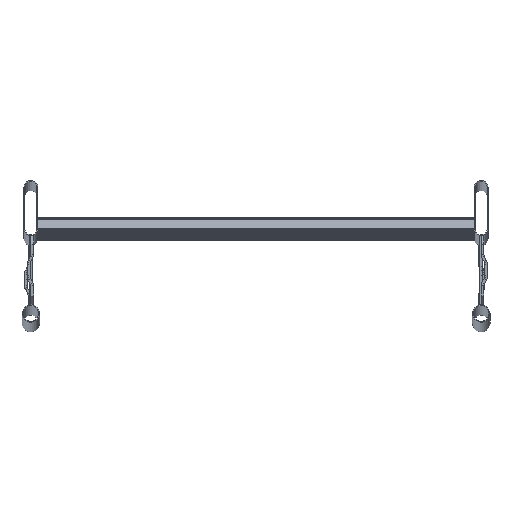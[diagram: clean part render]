
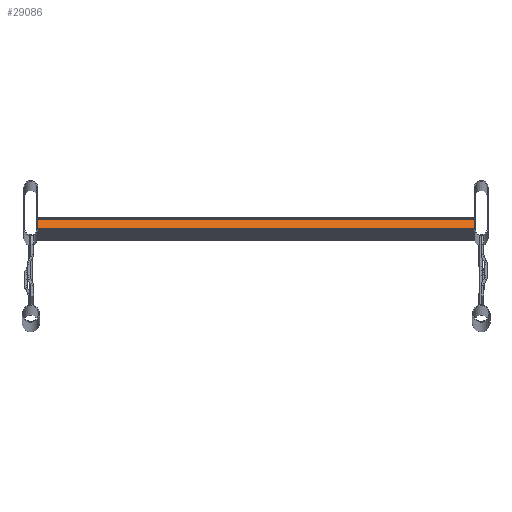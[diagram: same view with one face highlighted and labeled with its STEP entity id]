
A CAD part, top view. The second image highlights one B-rep face of the part: STEP entity #29086.
In plain terms, the highlighted planar face has unit normal (0, 0.314, 0.949).
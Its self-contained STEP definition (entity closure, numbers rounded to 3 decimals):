
#505 = DIRECTION ( 'NONE',  ( 0., 0.949, -0.314 ) ) ;
#1513 = VERTEX_POINT ( 'NONE', #88248 ) ;
#1539 = EDGE_CURVE ( 'NONE', #1513, #101489, #108138, .T. ) ;
#1802 = LINE ( 'NONE', #38413, #89396 ) ;
#4221 = ORIENTED_EDGE ( 'NONE', *, *, #76038, .F. ) ;
#5597 = ORIENTED_EDGE ( 'NONE', *, *, #1539, .T. ) ;
#12677 = CARTESIAN_POINT ( 'NONE',  ( 235., -11.715, 2886.067 ) ) ;
#16502 = PLANE ( 'NONE',  #56654 ) ;
#24409 = EDGE_CURVE ( 'NONE', #37224, #101489, #44883, .T. ) ;
#24670 = CARTESIAN_POINT ( 'NONE',  ( 235., -21.715, 2889.374 ) ) ;
#25083 = DIRECTION ( 'NONE',  ( 0., -0.949, 0.314 ) ) ;
#29086 = ADVANCED_FACE ( 'NONE', ( #46919 ), #16502, .T. ) ;
#34779 = CARTESIAN_POINT ( 'NONE',  ( -235., -11.715, 2886.067 ) ) ;
#37224 = VERTEX_POINT ( 'NONE', #88157 ) ;
#38413 = CARTESIAN_POINT ( 'NONE',  ( 235., -21.715, 2889.374 ) ) ;
#39632 = DIRECTION ( 'NONE',  ( 0., 0.949, -0.314 ) ) ;
#40551 = VECTOR ( 'NONE', #46511, 1000. ) ;
#42051 = CARTESIAN_POINT ( 'NONE',  ( -235., -11.715, 2886.067 ) ) ;
#44883 = LINE ( 'NONE', #34779, #87165 ) ;
#46511 = DIRECTION ( 'NONE',  ( -1., 0., 0. ) ) ;
#46919 = FACE_OUTER_BOUND ( 'NONE', #99329, .T. ) ;
#47500 = CARTESIAN_POINT ( 'NONE',  ( 235., -11.715, 2886.067 ) ) ;
#48373 = EDGE_CURVE ( 'NONE', #50313, #1513, #58176, .T. ) ;
#50313 = VERTEX_POINT ( 'NONE', #24670 ) ;
#56654 = AXIS2_PLACEMENT_3D ( 'NONE', #58831, #75828, #25083 ) ;
#58176 = LINE ( 'NONE', #47500, #78019 ) ;
#58831 = CARTESIAN_POINT ( 'NONE',  ( 235., -11.715, 2886.067 ) ) ;
#61311 = ORIENTED_EDGE ( 'NONE', *, *, #48373, .T. ) ;
#65239 = ORIENTED_EDGE ( 'NONE', *, *, #24409, .F. ) ;
#75828 = DIRECTION ( 'NONE',  ( 0., 0.314, 0.949 ) ) ;
#76038 = EDGE_CURVE ( 'NONE', #50313, #37224, #1802, .T. ) ;
#78019 = VECTOR ( 'NONE', #39632, 1000. ) ;
#87165 = VECTOR ( 'NONE', #505, 1000. ) ;
#88157 = CARTESIAN_POINT ( 'NONE',  ( -235., -21.715, 2889.374 ) ) ;
#88248 = CARTESIAN_POINT ( 'NONE',  ( 235., -11.715, 2886.067 ) ) ;
#89396 = VECTOR ( 'NONE', #97644, 1000. ) ;
#97644 = DIRECTION ( 'NONE',  ( -1., 0., 0. ) ) ;
#99329 = EDGE_LOOP ( 'NONE', ( #65239, #4221, #61311, #5597 ) ) ;
#101489 = VERTEX_POINT ( 'NONE', #42051 ) ;
#108138 = LINE ( 'NONE', #12677, #40551 ) ;
